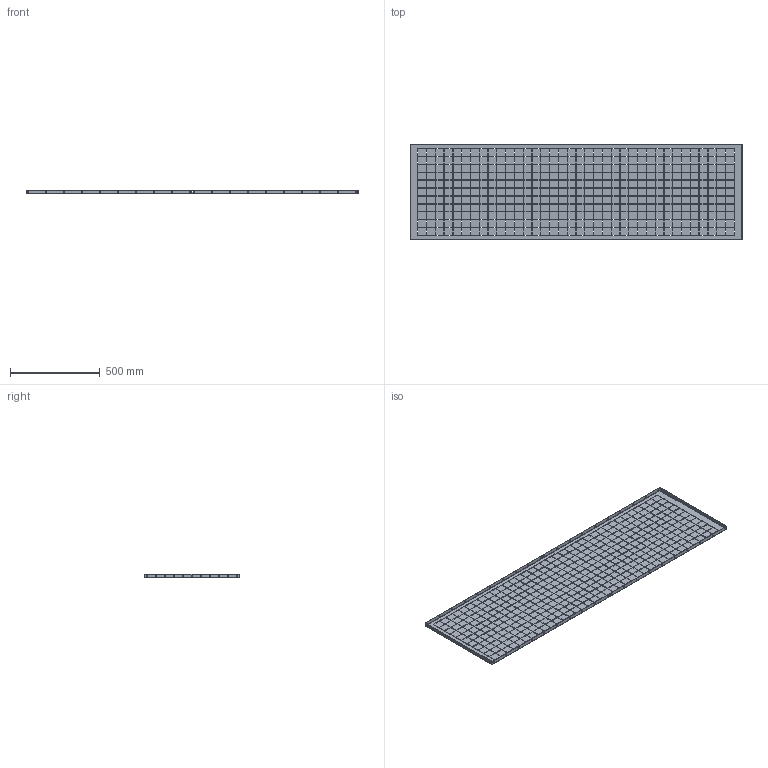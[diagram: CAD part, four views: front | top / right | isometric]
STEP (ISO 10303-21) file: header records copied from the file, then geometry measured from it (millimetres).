
FILE_DESCRIPTION (( 'STEP AP214' ), '1' );
FILE_NAME ('ÌÈ-2563.00.00.001 Ïåðåãîðîäêà âåðòèêàëüíàÿ ïî øèðèíå øêàôà 2000õ600.STEP', '2022-12-09T06:27:12', ( '' ), ( '' ), 'SwSTEP 2.0', 'SolidWorks 2021', '' );
FILE_SCHEMA (( 'AUTOMOTIVE_DESIGN' ));
Products named in the file (1): ÌÈ-2563.00.00.001 Ïåðåãîðîäêà âåðòèêàëüíàÿ ïî øèðèíå øêàôà 2000õ600
Bounding box: 1849 x 528 x 21 mm (x, y, z)
Volume: 996952.6 mm3; surface area: 2072303 mm2
Topology: 1 solids, 1 shells, 3520 faces, 10522 edges, 7004 vertices
Faces by surface type: plane 3382, cylinder 130, bspline 8
Entity records: 120385 total; most frequent: CARTESIAN_POINT 21808, ORIENTED_EDGE 21044, DIRECTION 17764, EDGE_CURVE 10522, VECTOR 10250, LINE 10250, VERTEX_POINT 7004, EDGE_LOOP 5318
